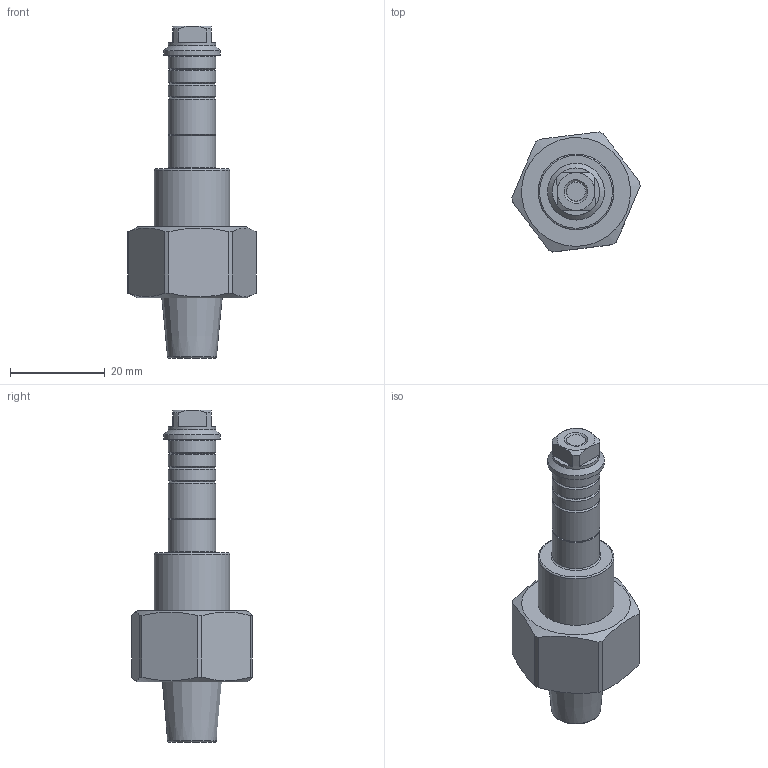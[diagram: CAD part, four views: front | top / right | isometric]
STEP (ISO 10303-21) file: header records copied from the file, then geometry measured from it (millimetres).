
FILE_DESCRIPTION(/* description */ (''),/* implementation_level */ '2;1');
FILE_NAME(/* name */ '1.1 - FD1712.stp',/* time_stamp */ '2015-05-29T13:54:09+02:00',/* author */ ('AIm'),/* organization */ (''),/* preprocessor_version */ 'ST-DEVELOPER v16.1',/* originating_system */ 'Autodesk Inventor 2016',/* authorisation */ '');
FILE_SCHEMA (('AUTOMOTIVE_DESIGN { 1 0 10303 214 3 1 1 }'));
Length unit declared in the file: millimetre
Products named in the file (6): FD1712; FD1712_entretoise_8; FD1712_ecrou; FD1712_entretoise_3; FD1712_ecrou_pince; 1.1 - FD1712
Assembly tree (7 placements, depth 2):
  1.1 - FD1712
    FD1712
    FD1712_entretoise_8
    FD1712_ecrou
    FD1712_entretoise_3  x3
    FD1712_ecrou_pince
Bounding box: 27.09 x 25.38 x 70.2 mm (x, y, z)
Volume: 12443.6 mm3; surface area: 7012.8 mm2
Topology: 7 solids, 7 shells, 80 faces, 161 edges, 100 vertices
Faces by surface type: plane 33, cylinder 23, cone 19, torus 5
Full cylindrical faces by diameter (mm): 4 x1, 5 x5, 10 x6, 12 x1, 16 x2, 17.8 x1, 18 x1
Entity records: 1774 total; most frequent: DIRECTION 316, CARTESIAN_POINT 315, ORIENTED_EDGE 218, AXIS2_PLACEMENT_3D 146, EDGE_LOOP 110, EDGE_CURVE 109, VERTEX_POINT 85, FACE_OUTER_BOUND 68
